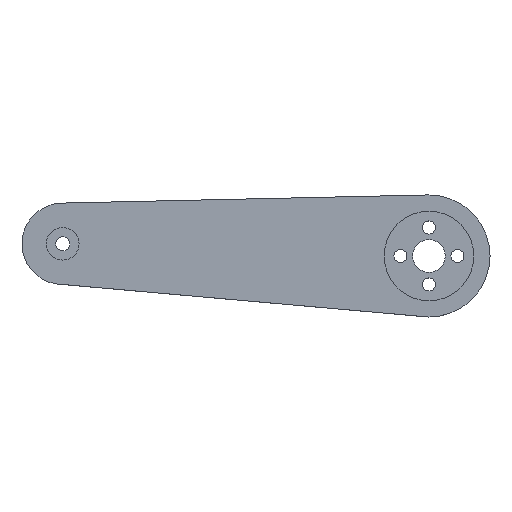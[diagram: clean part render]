
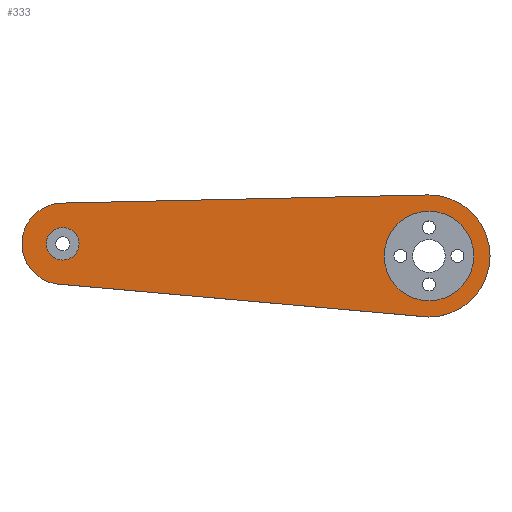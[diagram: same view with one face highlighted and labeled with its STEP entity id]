
A CAD part, top view. The second image highlights one B-rep face of the part: STEP entity #333.
In plain terms, the highlighted planar face has unit normal (0, 0, 1).
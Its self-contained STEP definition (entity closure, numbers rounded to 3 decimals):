
#14 = CIRCLE ( 'NONE', #108, 11. ) ;
#36 = VERTEX_POINT ( 'NONE', #99 ) ;
#41 = CARTESIAN_POINT ( 'NONE',  ( 0., 0., 7. ) ) ;
#65 = CARTESIAN_POINT ( 'NONE',  ( 0., -10., 7. ) ) ;
#66 = FACE_BOUND ( 'NONE', #460, .T. ) ;
#67 = ORIENTED_EDGE ( 'NONE', *, *, #517, .T. ) ;
#71 = DIRECTION ( 'NONE',  ( 1., 0., 0. ) ) ;
#76 = VECTOR ( 'NONE', #686, 1000. ) ;
#85 = CARTESIAN_POINT ( 'NONE',  ( 0., -10., 7. ) ) ;
#88 = AXIS2_PLACEMENT_3D ( 'NONE', #531, #873, #71 ) ;
#93 = EDGE_LOOP ( 'NONE', ( #67, #126, #237, #828, #224 ) ) ;
#99 = CARTESIAN_POINT ( 'NONE',  ( -10., 0., 7. ) ) ;
#108 = AXIS2_PLACEMENT_3D ( 'NONE', #758, #478, #334 ) ;
#114 = VERTEX_POINT ( 'NONE', #315 ) ;
#119 = CARTESIAN_POINT ( 'NONE',  ( 101., -3., 7. ) ) ;
#126 = ORIENTED_EDGE ( 'NONE', *, *, #466, .T. ) ;
#128 = DIRECTION ( 'NONE',  ( 0., 0., 1. ) ) ;
#136 = CIRCLE ( 'NONE', #246, 10. ) ;
#145 = CARTESIAN_POINT ( 'NONE',  ( 90., 12., 7. ) ) ;
#163 = CARTESIAN_POINT ( 'NONE',  ( 0., 10., 7. ) ) ;
#176 = CIRCLE ( 'NONE', #383, 10. ) ;
#179 = DIRECTION ( 'NONE',  ( 0., 0., 1. ) ) ;
#180 = EDGE_CURVE ( 'NONE', #464, #510, #856, .T. ) ;
#192 = FACE_OUTER_BOUND ( 'NONE', #93, .T. ) ;
#200 = CARTESIAN_POINT ( 'NONE',  ( 0., 0., 7. ) ) ;
#224 = ORIENTED_EDGE ( 'NONE', *, *, #180, .T. ) ;
#237 = ORIENTED_EDGE ( 'NONE', *, *, #400, .T. ) ;
#239 = DIRECTION ( 'NONE',  ( -1., -0.022, 0. ) ) ;
#246 = AXIS2_PLACEMENT_3D ( 'NONE', #860, #179, #358 ) ;
#262 = CIRCLE ( 'NONE', #826, 11. ) ;
#266 = ORIENTED_EDGE ( 'NONE', *, *, #268, .F. ) ;
#268 = EDGE_CURVE ( 'NONE', #621, #610, #859, .T. ) ;
#307 = VERTEX_POINT ( 'NONE', #119 ) ;
#315 = CARTESIAN_POINT ( 'NONE',  ( 79., -3., 7. ) ) ;
#316 = ORIENTED_EDGE ( 'NONE', *, *, #547, .F. ) ;
#325 = VECTOR ( 'NONE', #239, 1000. ) ;
#331 = CARTESIAN_POINT ( 'NONE',  ( 90., -18., 7. ) ) ;
#333 = ADVANCED_FACE ( 'NONE', ( #807, #66, #192 ), #463, .T. ) ;
#334 = DIRECTION ( 'NONE',  ( 1., 0., 0. ) ) ;
#345 = VERTEX_POINT ( 'NONE', #331 ) ;
#358 = DIRECTION ( 'NONE',  ( 1., 0., 0. ) ) ;
#366 = DIRECTION ( 'NONE',  ( 0., 0., 1. ) ) ;
#374 = DIRECTION ( 'NONE',  ( 1., 0., 0. ) ) ;
#383 = AXIS2_PLACEMENT_3D ( 'NONE', #755, #613, #836 ) ;
#395 = DIRECTION ( 'NONE',  ( 1., 0., 0. ) ) ;
#396 = ORIENTED_EDGE ( 'NONE', *, *, #833, .F. ) ;
#400 = EDGE_CURVE ( 'NONE', #775, #345, #542, .T. ) ;
#457 = CIRCLE ( 'NONE', #877, 15. ) ;
#460 = EDGE_LOOP ( 'NONE', ( #630, #396 ) ) ;
#463 = PLANE ( 'NONE',  #627 ) ;
#464 = VERTEX_POINT ( 'NONE', #145 ) ;
#466 = EDGE_CURVE ( 'NONE', #36, #775, #176, .T. ) ;
#478 = DIRECTION ( 'NONE',  ( 0., 0., 1. ) ) ;
#494 = CARTESIAN_POINT ( 'NONE',  ( 0., 10., 7. ) ) ;
#510 = VERTEX_POINT ( 'NONE', #494 ) ;
#517 = EDGE_CURVE ( 'NONE', #510, #36, #136, .T. ) ;
#531 = CARTESIAN_POINT ( 'NONE',  ( 0., 0., 7. ) ) ;
#538 = CARTESIAN_POINT ( 'NONE',  ( 90., -3., 7. ) ) ;
#542 = LINE ( 'NONE', #85, #76 ) ;
#547 = EDGE_CURVE ( 'NONE', #610, #621, #743, .T. ) ;
#568 = CARTESIAN_POINT ( 'NONE',  ( -4.01, 0., 7. ) ) ;
#572 = CARTESIAN_POINT ( 'NONE',  ( 90., -3., 7. ) ) ;
#610 = VERTEX_POINT ( 'NONE', #776 ) ;
#612 = DIRECTION ( 'NONE',  ( 1., 0., 0. ) ) ;
#613 = DIRECTION ( 'NONE',  ( 0., 0., 1. ) ) ;
#621 = VERTEX_POINT ( 'NONE', #568 ) ;
#627 = AXIS2_PLACEMENT_3D ( 'NONE', #200, #128, #395 ) ;
#630 = ORIENTED_EDGE ( 'NONE', *, *, #844, .F. ) ;
#664 = EDGE_CURVE ( 'NONE', #345, #464, #457, .T. ) ;
#685 = DIRECTION ( 'NONE',  ( 0., 0., 1. ) ) ;
#686 = DIRECTION ( 'NONE',  ( 0.996, -0.089, 0. ) ) ;
#743 = CIRCLE ( 'NONE', #790, 4.01 ) ;
#755 = CARTESIAN_POINT ( 'NONE',  ( 0., 0., 7. ) ) ;
#756 = EDGE_LOOP ( 'NONE', ( #316, #266 ) ) ;
#758 = CARTESIAN_POINT ( 'NONE',  ( 90., -3., 7. ) ) ;
#775 = VERTEX_POINT ( 'NONE', #65 ) ;
#776 = CARTESIAN_POINT ( 'NONE',  ( 4.01, 0., 7. ) ) ;
#790 = AXIS2_PLACEMENT_3D ( 'NONE', #41, #366, #792 ) ;
#792 = DIRECTION ( 'NONE',  ( 1., 0., 0. ) ) ;
#807 = FACE_BOUND ( 'NONE', #756, .T. ) ;
#826 = AXIS2_PLACEMENT_3D ( 'NONE', #538, #685, #612 ) ;
#828 = ORIENTED_EDGE ( 'NONE', *, *, #664, .T. ) ;
#833 = EDGE_CURVE ( 'NONE', #114, #307, #262, .T. ) ;
#836 = DIRECTION ( 'NONE',  ( 1., 0., 0. ) ) ;
#844 = EDGE_CURVE ( 'NONE', #307, #114, #14, .T. ) ;
#855 = DIRECTION ( 'NONE',  ( 0., 0., 1. ) ) ;
#856 = LINE ( 'NONE', #163, #325 ) ;
#859 = CIRCLE ( 'NONE', #88, 4.01 ) ;
#860 = CARTESIAN_POINT ( 'NONE',  ( 0., 0., 7. ) ) ;
#873 = DIRECTION ( 'NONE',  ( 0., 0., 1. ) ) ;
#877 = AXIS2_PLACEMENT_3D ( 'NONE', #572, #855, #374 ) ;
